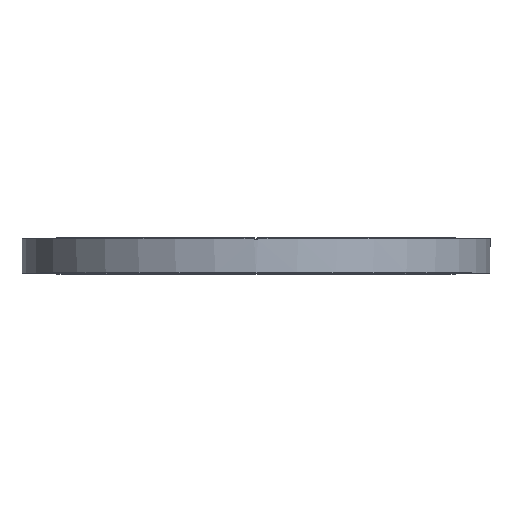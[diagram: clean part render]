
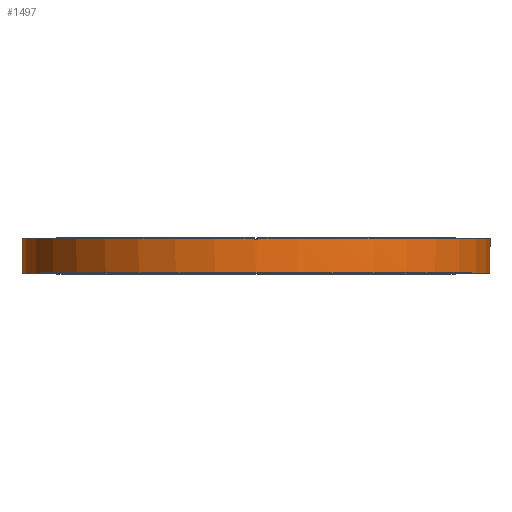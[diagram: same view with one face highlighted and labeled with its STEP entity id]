
A CAD part, top view. The second image highlights one B-rep face of the part: STEP entity #1497.
In plain terms, the highlighted cylindrical face has radius 184.15 mm (diameter 368.3 mm), a partial arc.
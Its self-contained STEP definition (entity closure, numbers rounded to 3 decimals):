
#34 = ORIENTED_EDGE ( 'NONE', *, *, #686, .T. ) ;
#139 = EDGE_CURVE ( 'NONE', #3848, #559, #4368, .T. ) ;
#164 = CARTESIAN_POINT ( 'NONE',  ( -184.15, 27.5, 0. ) ) ;
#313 = CARTESIAN_POINT ( 'NONE',  ( -1.5, 27.5, 184.144 ) ) ;
#319 = VECTOR ( 'NONE', #3878, 1000. ) ;
#503 = DIRECTION ( 'NONE',  ( 1., 0., 0. ) ) ;
#559 = VERTEX_POINT ( 'NONE', #1073 ) ;
#563 = EDGE_CURVE ( 'NONE', #4796, #1858, #4893, .T. ) ;
#686 = EDGE_CURVE ( 'NONE', #1231, #3074, #5467, .T. ) ;
#952 = CIRCLE ( 'NONE', #6637, 184.15 ) ;
#1012 = CIRCLE ( 'NONE', #1991, 184.15 ) ;
#1068 = ORIENTED_EDGE ( 'NONE', *, *, #4136, .F. ) ;
#1073 = CARTESIAN_POINT ( 'NONE',  ( 1.5, 27.5, 184.144 ) ) ;
#1231 = VERTEX_POINT ( 'NONE', #2918 ) ;
#1440 = ORIENTED_EDGE ( 'NONE', *, *, #6419, .T. ) ;
#1497 = ADVANCED_FACE ( 'NONE', ( #2516 ), #2334, .T. ) ;
#1534 = CARTESIAN_POINT ( 'NONE',  ( -184.15, 1.2, 0. ) ) ;
#1698 = CARTESIAN_POINT ( 'NONE',  ( 0., 0.5, 0. ) ) ;
#1760 = DIRECTION ( 'NONE',  ( 1., 0., 0. ) ) ;
#1786 = CARTESIAN_POINT ( 'NONE',  ( 0., 27.5, 0. ) ) ;
#1858 = VERTEX_POINT ( 'NONE', #6366 ) ;
#1987 = VECTOR ( 'NONE', #2037, 1000. ) ;
#1991 = AXIS2_PLACEMENT_3D ( 'NONE', #7043, #3807, #503 ) ;
#2021 = VECTOR ( 'NONE', #5044, 1000. ) ;
#2037 = DIRECTION ( 'NONE',  ( 0., -1., 0. ) ) ;
#2081 = CARTESIAN_POINT ( 'NONE',  ( 0., 1.2, 0. ) ) ;
#2237 = DIRECTION ( 'NONE',  ( -1., 0., 0. ) ) ;
#2334 = CYLINDRICAL_SURFACE ( 'NONE', #6579, 184.15 ) ;
#2516 = FACE_OUTER_BOUND ( 'NONE', #4259, .T. ) ;
#2537 = CARTESIAN_POINT ( 'NONE',  ( 184.15, 27.5, 0. ) ) ;
#2560 = EDGE_CURVE ( 'NONE', #1858, #2680, #5599, .T. ) ;
#2617 = EDGE_CURVE ( 'NONE', #559, #5845, #5099, .T. ) ;
#2680 = VERTEX_POINT ( 'NONE', #6196 ) ;
#2725 = ORIENTED_EDGE ( 'NONE', *, *, #2560, .T. ) ;
#2918 = CARTESIAN_POINT ( 'NONE',  ( -1.5, 26.7, 184.144 ) ) ;
#2939 = VECTOR ( 'NONE', #3607, 1000. ) ;
#3055 = CARTESIAN_POINT ( 'NONE',  ( 0., 27.5, 0. ) ) ;
#3074 = VERTEX_POINT ( 'NONE', #313 ) ;
#3268 = LINE ( 'NONE', #7106, #319 ) ;
#3409 = CARTESIAN_POINT ( 'NONE',  ( 1.5, 1.2, 184.144 ) ) ;
#3453 = DIRECTION ( 'NONE',  ( 0., -1., 0. ) ) ;
#3607 = DIRECTION ( 'NONE',  ( 0., 1., 0. ) ) ;
#3609 = DIRECTION ( 'NONE',  ( 1., 0., 0. ) ) ;
#3807 = DIRECTION ( 'NONE',  ( 0., -1., 0. ) ) ;
#3848 = VERTEX_POINT ( 'NONE', #2537 ) ;
#3878 = DIRECTION ( 'NONE',  ( 0., -1., 0. ) ) ;
#4136 = EDGE_CURVE ( 'NONE', #3848, #2680, #3268, .T. ) ;
#4259 = EDGE_LOOP ( 'NONE', ( #1440, #7050, #2725, #1068, #5278, #6537, #5875, #34 ) ) ;
#4368 = CIRCLE ( 'NONE', #5620, 184.15 ) ;
#4454 = AXIS2_PLACEMENT_3D ( 'NONE', #1698, #5505, #2237 ) ;
#4796 = VERTEX_POINT ( 'NONE', #164 ) ;
#4893 = LINE ( 'NONE', #1534, #1987 ) ;
#5044 = DIRECTION ( 'NONE',  ( 0., -1., 0. ) ) ;
#5099 = LINE ( 'NONE', #3409, #2021 ) ;
#5278 = ORIENTED_EDGE ( 'NONE', *, *, #139, .T. ) ;
#5467 = LINE ( 'NONE', #6291, #2939 ) ;
#5505 = DIRECTION ( 'NONE',  ( 0., 1., 0. ) ) ;
#5599 = CIRCLE ( 'NONE', #4454, 184.15 ) ;
#5620 = AXIS2_PLACEMENT_3D ( 'NONE', #1786, #3453, #1760 ) ;
#5624 = DIRECTION ( 'NONE',  ( 0., -1., 0. ) ) ;
#5845 = VERTEX_POINT ( 'NONE', #6161 ) ;
#5875 = ORIENTED_EDGE ( 'NONE', *, *, #6854, .T. ) ;
#6161 = CARTESIAN_POINT ( 'NONE',  ( 1.5, 26.7, 184.144 ) ) ;
#6164 = DIRECTION ( 'NONE',  ( 1., 0., 0. ) ) ;
#6196 = CARTESIAN_POINT ( 'NONE',  ( 184.15, 0.5, 0. ) ) ;
#6291 = CARTESIAN_POINT ( 'NONE',  ( -1.5, 1.2, 184.144 ) ) ;
#6366 = CARTESIAN_POINT ( 'NONE',  ( -184.15, 0.5, 0. ) ) ;
#6419 = EDGE_CURVE ( 'NONE', #3074, #4796, #952, .T. ) ;
#6537 = ORIENTED_EDGE ( 'NONE', *, *, #2617, .T. ) ;
#6579 = AXIS2_PLACEMENT_3D ( 'NONE', #2081, #5624, #6164 ) ;
#6637 = AXIS2_PLACEMENT_3D ( 'NONE', #3055, #6847, #3609 ) ;
#6847 = DIRECTION ( 'NONE',  ( 0., -1., 0. ) ) ;
#6854 = EDGE_CURVE ( 'NONE', #5845, #1231, #1012, .T. ) ;
#7043 = CARTESIAN_POINT ( 'NONE',  ( 0., 26.7, 0. ) ) ;
#7050 = ORIENTED_EDGE ( 'NONE', *, *, #563, .T. ) ;
#7106 = CARTESIAN_POINT ( 'NONE',  ( 184.15, 1.2, 0. ) ) ;
